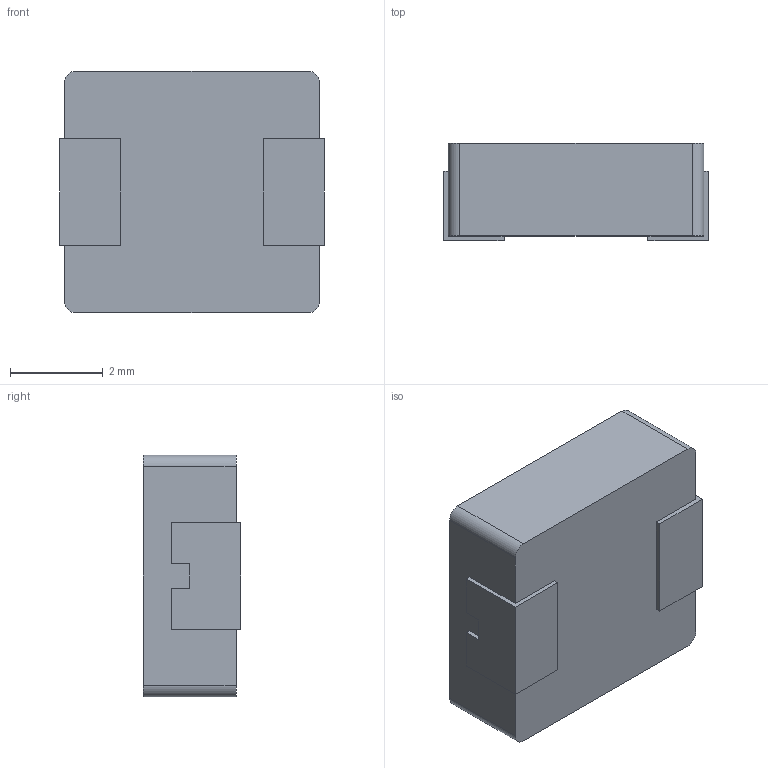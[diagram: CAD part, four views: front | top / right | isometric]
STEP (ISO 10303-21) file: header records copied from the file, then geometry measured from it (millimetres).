
FILE_DESCRIPTION (( 'STEP AP214' ), '1' );
FILE_NAME ('IND0520.STEP', '2021-05-01T09:22:44', ( 'boksop' ), ( '' ), 'SwSTEP 2.0', 'SolidWorks 2020', '' );
FILE_SCHEMA (( 'AUTOMOTIVE_DESIGN' ));
Length unit declared in the file: millimetre
Products named in the file (1): IND0520
Bounding box: 5.7 x 2.1 x 5.2 mm (x, y, z)
Volume: 58.2 mm3; surface area: 126.3 mm2
Topology: 3 solids, 3 shells, 80 faces, 207 edges, 138 vertices
Faces by surface type: plane 65, bspline 11, cylinder 4
Entity records: 3725 total; most frequent: CARTESIAN_POINT 1029, ORIENTED_EDGE 414, DIRECTION 333, EDGE_CURVE 207, LINE 177, VECTOR 177, VERTEX_POINT 138, EDGE_LOOP 85
